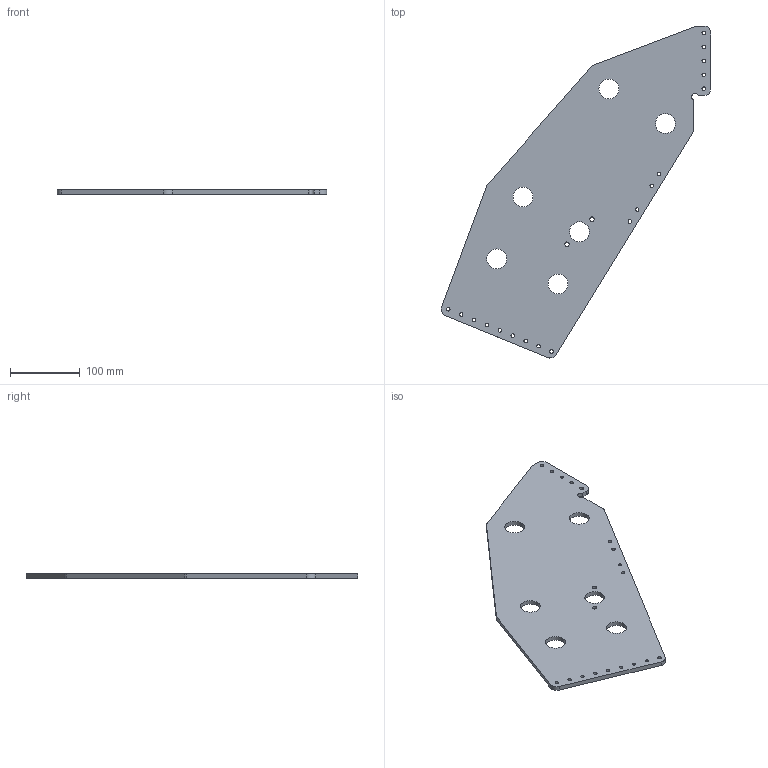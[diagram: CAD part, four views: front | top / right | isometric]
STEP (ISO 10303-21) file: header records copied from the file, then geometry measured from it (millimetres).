
FILE_DESCRIPTION (( 'STEP AP203' ), '1' );
FILE_NAME ('top side poly plate.STEP', '2024-02-08T08:01:20', ( '' ), ( '' ), 'SwSTEP 2.0', 'SolidWorks 2023', '' );
FILE_SCHEMA (( 'CONFIG_CONTROL_DESIGN' ));
Length unit declared in the file: millimetre
Products named in the file (1): top side poly plate
Bounding box: 386.46 x 476.16 x 6.35 mm (x, y, z)
Volume: 549294.3 mm3; surface area: 186969.4 mm2
Topology: 1 solids, 1 shells, 72 faces, 210 edges, 140 vertices
Faces by surface type: cylinder 61, plane 11
Entity records: 2637 total; most frequent: DIRECTION 478, CARTESIAN_POINT 423, ORIENTED_EDGE 420, EDGE_CURVE 210, AXIS2_PLACEMENT_3D 195, VERTEX_POINT 140, EDGE_LOOP 124, CIRCLE 122
